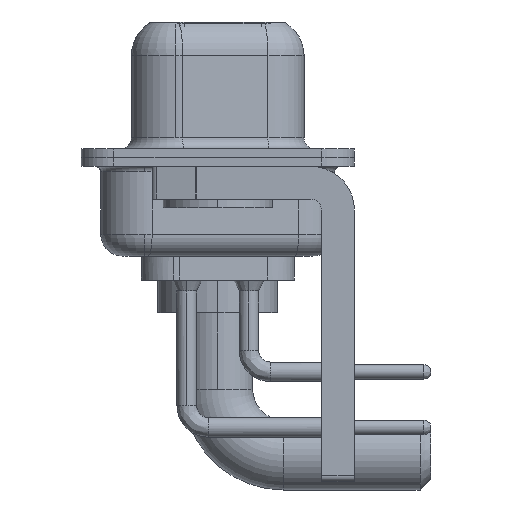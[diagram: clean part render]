
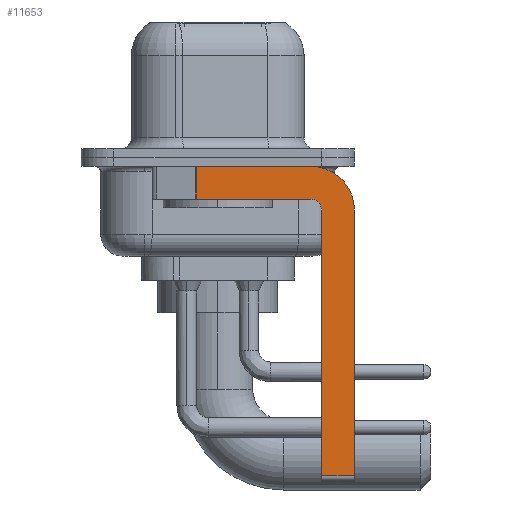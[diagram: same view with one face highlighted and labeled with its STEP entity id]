
A CAD part, left-side view. The second image highlights one B-rep face of the part: STEP entity #11653.
In plain terms, the highlighted planar face has unit normal (-1, 0, 0).
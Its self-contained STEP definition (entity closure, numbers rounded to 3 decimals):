
#79 = LINE ( 'NONE', #317, #7669 ) ;
#317 = CARTESIAN_POINT ( 'NONE',  ( -2.9, -4.25, -14.55 ) ) ;
#942 = ORIENTED_EDGE ( 'NONE', *, *, #12640, .F. ) ;
#1085 = DIRECTION ( 'NONE',  ( 1., 0., 0. ) ) ;
#1376 = LINE ( 'NONE', #6690, #13713 ) ;
#1980 = EDGE_CURVE ( 'NONE', #13307, #9350, #79, .T. ) ;
#2568 = CARTESIAN_POINT ( 'NONE',  ( -2.9, 0.978, -1.9 ) ) ;
#3412 = DIRECTION ( 'NONE',  ( 0., 0., -1. ) ) ;
#4033 = AXIS2_PLACEMENT_3D ( 'NONE', #17422, #1085, #6882 ) ;
#4296 = EDGE_CURVE ( 'NONE', #23359, #9350, #19640, .T. ) ;
#4427 = VERTEX_POINT ( 'NONE', #21533 ) ;
#5569 = DIRECTION ( 'NONE',  ( 1., 0., 0. ) ) ;
#6527 = VERTEX_POINT ( 'NONE', #2568 ) ;
#6675 = ORIENTED_EDGE ( 'NONE', *, *, #4296, .F. ) ;
#6690 = CARTESIAN_POINT ( 'NONE',  ( -2.9, 0.978, -1.9 ) ) ;
#6882 = DIRECTION ( 'NONE',  ( 0., 0., -1. ) ) ;
#7669 = VECTOR ( 'NONE', #14871, 1000. ) ;
#7689 = CARTESIAN_POINT ( 'NONE',  ( -2.9, -6.25, -14.55 ) ) ;
#7792 = VERTEX_POINT ( 'NONE', #19188 ) ;
#8405 = DIRECTION ( 'NONE',  ( 0., 1., 0. ) ) ;
#8656 = ORIENTED_EDGE ( 'NONE', *, *, #10380, .F. ) ;
#8995 = DIRECTION ( 'NONE',  ( 0., 0., 1. ) ) ;
#9001 = CIRCLE ( 'NONE', #15801, 0.5 ) ;
#9014 = AXIS2_PLACEMENT_3D ( 'NONE', #9126, #5569, #16362 ) ;
#9126 = CARTESIAN_POINT ( 'NONE',  ( -2.9, -4.25, -2.4 ) ) ;
#9319 = VECTOR ( 'NONE', #8405, 1000. ) ;
#9350 = VERTEX_POINT ( 'NONE', #7689 ) ;
#10014 = DIRECTION ( 'NONE',  ( -1., 0., 0. ) ) ;
#10301 = CARTESIAN_POINT ( 'NONE',  ( -2.9, -4.25, -1.9 ) ) ;
#10380 = EDGE_CURVE ( 'NONE', #21272, #6527, #17415, .T. ) ;
#10623 = CARTESIAN_POINT ( 'NONE',  ( -2.9, -4.25, -1.9 ) ) ;
#10892 = LINE ( 'NONE', #19779, #13324 ) ;
#11171 = CARTESIAN_POINT ( 'NONE',  ( -2.9, 3., -0.4 ) ) ;
#11653 = ADVANCED_FACE ( 'NONE', ( #19316 ), #20871, .F. ) ;
#11935 = CARTESIAN_POINT ( 'NONE',  ( -2.9, -6.25, -2.4 ) ) ;
#12026 = DIRECTION ( 'NONE',  ( 0., 0., -1. ) ) ;
#12640 = EDGE_CURVE ( 'NONE', #4427, #21272, #9001, .T. ) ;
#12864 = ORIENTED_EDGE ( 'NONE', *, *, #13299, .F. ) ;
#12901 = VECTOR ( 'NONE', #21607, 1000. ) ;
#13061 = LINE ( 'NONE', #11171, #12901 ) ;
#13299 = EDGE_CURVE ( 'NONE', #7792, #23359, #20369, .T. ) ;
#13307 = VERTEX_POINT ( 'NONE', #14344 ) ;
#13324 = VECTOR ( 'NONE', #8995, 1000. ) ;
#13705 = ORIENTED_EDGE ( 'NONE', *, *, #1980, .T. ) ;
#13713 = VECTOR ( 'NONE', #12026, 1000. ) ;
#14344 = CARTESIAN_POINT ( 'NONE',  ( -2.9, -4.75, -14.55 ) ) ;
#14871 = DIRECTION ( 'NONE',  ( 0., -1., 0. ) ) ;
#15801 = AXIS2_PLACEMENT_3D ( 'NONE', #17013, #10014, #20694 ) ;
#15899 = EDGE_CURVE ( 'NONE', #17096, #7792, #13061, .T. ) ;
#16362 = DIRECTION ( 'NONE',  ( 0., 0., -1. ) ) ;
#16600 = CARTESIAN_POINT ( 'NONE',  ( -2.9, -6.25, -2.4 ) ) ;
#17013 = CARTESIAN_POINT ( 'NONE',  ( -2.9, -4.25, -2.4 ) ) ;
#17096 = VERTEX_POINT ( 'NONE', #17470 ) ;
#17415 = LINE ( 'NONE', #10301, #9319 ) ;
#17422 = CARTESIAN_POINT ( 'NONE',  ( -2.9, -4.25, -2.4 ) ) ;
#17470 = CARTESIAN_POINT ( 'NONE',  ( -2.9, 0.978, -0.4 ) ) ;
#17768 = EDGE_LOOP ( 'NONE', ( #19696, #21318, #8656, #942, #22082, #13705, #6675, #12864 ) ) ;
#19188 = CARTESIAN_POINT ( 'NONE',  ( -2.9, -4.25, -0.4 ) ) ;
#19316 = FACE_OUTER_BOUND ( 'NONE', #17768, .T. ) ;
#19640 = LINE ( 'NONE', #11935, #21406 ) ;
#19696 = ORIENTED_EDGE ( 'NONE', *, *, #15899, .F. ) ;
#19779 = CARTESIAN_POINT ( 'NONE',  ( -2.9, -4.75, -14.8 ) ) ;
#20369 = CIRCLE ( 'NONE', #9014, 2. ) ;
#20694 = DIRECTION ( 'NONE',  ( 0., 0., 1. ) ) ;
#20797 = EDGE_CURVE ( 'NONE', #13307, #4427, #10892, .T. ) ;
#20871 = PLANE ( 'NONE',  #4033 ) ;
#21272 = VERTEX_POINT ( 'NONE', #10623 ) ;
#21318 = ORIENTED_EDGE ( 'NONE', *, *, #21544, .T. ) ;
#21406 = VECTOR ( 'NONE', #3412, 1000. ) ;
#21533 = CARTESIAN_POINT ( 'NONE',  ( -2.9, -4.75, -2.4 ) ) ;
#21544 = EDGE_CURVE ( 'NONE', #17096, #6527, #1376, .T. ) ;
#21607 = DIRECTION ( 'NONE',  ( 0., -1., 0. ) ) ;
#22082 = ORIENTED_EDGE ( 'NONE', *, *, #20797, .F. ) ;
#23359 = VERTEX_POINT ( 'NONE', #16600 ) ;
